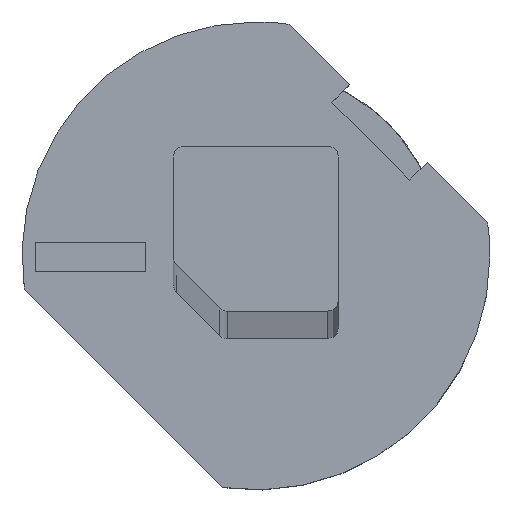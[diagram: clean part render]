
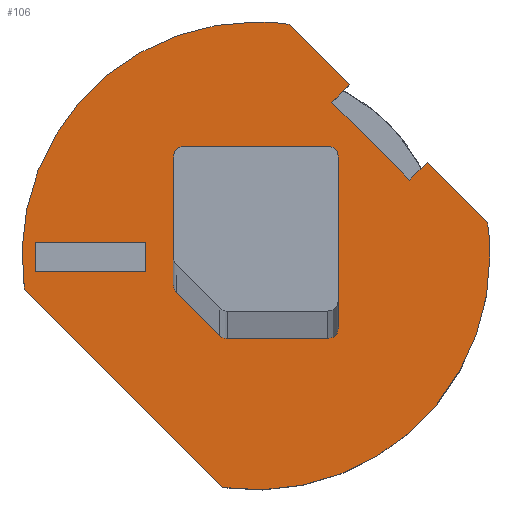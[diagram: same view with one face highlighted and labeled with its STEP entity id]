
A CAD part, top view. The second image highlights one B-rep face of the part: STEP entity #106.
In plain terms, the highlighted planar face has unit normal (0, 0, 1).
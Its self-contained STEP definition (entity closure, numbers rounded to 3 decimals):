
#106=ADVANCED_FACE('',(#245,#246,#247),#248,.T.);
#245=FACE_OUTER_BOUND('',#418,.T.);
#246=FACE_BOUND('',#419,.T.);
#247=FACE_BOUND('',#420,.T.);
#248=PLANE('',#421);
#418=EDGE_LOOP('',(#660,#661,#662,#663,#664,#665,#666,#667,#668,#669));
#419=EDGE_LOOP('',(#670,#671,#672,#673,#674,#675,#676,#677,#678,#679));
#420=EDGE_LOOP('',(#680,#681,#682,#683));
#421=AXIS2_PLACEMENT_3D('',#684,#685,#686);
#660=ORIENTED_EDGE('',*,*,#1073,.T.);
#661=ORIENTED_EDGE('',*,*,#1074,.T.);
#662=ORIENTED_EDGE('',*,*,#1075,.T.);
#663=ORIENTED_EDGE('',*,*,#1076,.T.);
#664=ORIENTED_EDGE('',*,*,#1027,.T.);
#665=ORIENTED_EDGE('',*,*,#1077,.T.);
#666=ORIENTED_EDGE('',*,*,#1020,.T.);
#667=ORIENTED_EDGE('',*,*,#1078,.T.);
#668=ORIENTED_EDGE('',*,*,#1079,.T.);
#669=ORIENTED_EDGE('',*,*,#1080,.T.);
#670=ORIENTED_EDGE('',*,*,#1081,.F.);
#671=ORIENTED_EDGE('',*,*,#1082,.T.);
#672=ORIENTED_EDGE('',*,*,#1083,.F.);
#673=ORIENTED_EDGE('',*,*,#1084,.T.);
#674=ORIENTED_EDGE('',*,*,#1085,.F.);
#675=ORIENTED_EDGE('',*,*,#1086,.T.);
#676=ORIENTED_EDGE('',*,*,#1087,.F.);
#677=ORIENTED_EDGE('',*,*,#1088,.T.);
#678=ORIENTED_EDGE('',*,*,#1089,.F.);
#679=ORIENTED_EDGE('',*,*,#1090,.T.);
#680=ORIENTED_EDGE('',*,*,#1091,.T.);
#681=ORIENTED_EDGE('',*,*,#1092,.T.);
#682=ORIENTED_EDGE('',*,*,#1093,.T.);
#683=ORIENTED_EDGE('',*,*,#1094,.T.);
#684=CARTESIAN_POINT('',(8.455,8.455,31.));
#685=DIRECTION('',(0.,0.,1.0));
#686=DIRECTION('',(1.0,0.,0.0));
#1020=EDGE_CURVE('',#1208,#1205,#1209,.T.);
#1027=EDGE_CURVE('',#1215,#1219,#1221,.T.);
#1073=EDGE_CURVE('',#1289,#1290,#1291,.T.);
#1074=EDGE_CURVE('',#1290,#1292,#1293,.T.);
#1075=EDGE_CURVE('',#1292,#1294,#1295,.T.);
#1076=EDGE_CURVE('',#1294,#1215,#1296,.T.);
#1077=EDGE_CURVE('',#1219,#1208,#1297,.T.);
#1078=EDGE_CURVE('',#1205,#1298,#1299,.T.);
#1079=EDGE_CURVE('',#1298,#1300,#1301,.T.);
#1080=EDGE_CURVE('',#1300,#1289,#1302,.T.);
#1081=EDGE_CURVE('',#1303,#1304,#1305,.T.);
#1082=EDGE_CURVE('',#1303,#1306,#1307,.T.);
#1083=EDGE_CURVE('',#1308,#1306,#1309,.T.);
#1084=EDGE_CURVE('',#1308,#1310,#1311,.T.);
#1085=EDGE_CURVE('',#1312,#1310,#1313,.T.);
#1086=EDGE_CURVE('',#1312,#1314,#1315,.T.);
#1087=EDGE_CURVE('',#1316,#1314,#1317,.T.);
#1088=EDGE_CURVE('',#1316,#1318,#1319,.T.);
#1089=EDGE_CURVE('',#1320,#1318,#1321,.T.);
#1090=EDGE_CURVE('',#1320,#1304,#1322,.T.);
#1091=EDGE_CURVE('',#1323,#1324,#1325,.T.);
#1092=EDGE_CURVE('',#1324,#1326,#1327,.T.);
#1093=EDGE_CURVE('',#1326,#1328,#1329,.T.);
#1094=EDGE_CURVE('',#1328,#1323,#1330,.T.);
#1205=VERTEX_POINT('',#1478);
#1208=VERTEX_POINT('',#1482);
#1209=CIRCLE('',#1483,8.5);
#1215=VERTEX_POINT('',#1490);
#1219=VERTEX_POINT('',#1495);
#1221=CIRCLE('',#1498,8.5);
#1289=VERTEX_POINT('',#1596);
#1290=VERTEX_POINT('',#1597);
#1291=LINE('',#1598,#1599);
#1292=VERTEX_POINT('',#1600);
#1293=LINE('',#1601,#1602);
#1294=VERTEX_POINT('',#1603);
#1295=LINE('',#1604,#1605);
#1296=CIRCLE('',#1606,8.5);
#1297=LINE('',#1607,#1608);
#1298=VERTEX_POINT('',#1609);
#1299=CIRCLE('',#1610,8.5);
#1300=VERTEX_POINT('',#1611);
#1301=LINE('',#1612,#1613);
#1302=LINE('',#1614,#1615);
#1303=VERTEX_POINT('',#1616);
#1304=VERTEX_POINT('',#1617);
#1305=LINE('',#1618,#1619);
#1306=VERTEX_POINT('',#1620);
#1307=CIRCLE('',#1621,0.4);
#1308=VERTEX_POINT('',#1622);
#1309=LINE('',#1623,#1624);
#1310=VERTEX_POINT('',#1625);
#1311=CIRCLE('',#1626,0.4);
#1312=VERTEX_POINT('',#1627);
#1313=LINE('',#1628,#1629);
#1314=VERTEX_POINT('',#1630);
#1315=CIRCLE('',#1631,0.4);
#1316=VERTEX_POINT('',#1632);
#1317=LINE('',#1633,#1634);
#1318=VERTEX_POINT('',#1635);
#1319=CIRCLE('',#1636,0.4);
#1320=VERTEX_POINT('',#1637);
#1321=LINE('',#1638,#1639);
#1322=CIRCLE('',#1640,0.4);
#1323=VERTEX_POINT('',#1641);
#1324=VERTEX_POINT('',#1642);
#1325=LINE('',#1643,#1644);
#1326=VERTEX_POINT('',#1645);
#1327=LINE('',#1646,#1647);
#1328=VERTEX_POINT('',#1648);
#1329=LINE('',#1649,#1650);
#1330=LINE('',#1651,#1652);
#1478=CARTESIAN_POINT('',(16.955,8.455,31.));
#1482=CARTESIAN_POINT('',(7.253,0.041,31.));
#1483=AXIS2_PLACEMENT_3D('',#1846,#1847,#1848);
#1490=CARTESIAN_POINT('',(8.455,16.955,31.));
#1495=CARTESIAN_POINT('',(0.041,7.253,31.));
#1498=AXIS2_PLACEMENT_3D('',#1858,#1859,#1860);
#1596=CARTESIAN_POINT('',(14.041,11.213,31.));
#1597=CARTESIAN_POINT('',(11.213,14.041,31.));
#1598=CARTESIAN_POINT('',(14.041,11.213,31.));
#1599=VECTOR('',#1911,1.0);
#1600=CARTESIAN_POINT('',(11.849,14.678,31.));
#1601=CARTESIAN_POINT('',(11.213,14.041,31.));
#1602=VECTOR('',#1912,1.0);
#1603=CARTESIAN_POINT('',(9.657,16.87,31.));
#1604=CARTESIAN_POINT('',(11.849,14.678,31.));
#1605=VECTOR('',#1913,1.0);
#1606=AXIS2_PLACEMENT_3D('',#1914,#1915,#1916);
#1607=CARTESIAN_POINT('',(0.041,7.253,31.));
#1608=VECTOR('',#1917,1.0);
#1609=CARTESIAN_POINT('',(16.87,9.657,31.));
#1610=AXIS2_PLACEMENT_3D('',#1918,#1919,#1920);
#1611=CARTESIAN_POINT('',(14.678,11.849,31.));
#1612=CARTESIAN_POINT('',(16.87,9.657,31.));
#1613=VECTOR('',#1921,1.0);
#1614=CARTESIAN_POINT('',(14.678,11.849,31.));
#1615=VECTOR('',#1922,1.0);
#1616=CARTESIAN_POINT('',(11.455,5.855,31.));
#1617=CARTESIAN_POINT('',(11.455,11.055,31.));
#1618=CARTESIAN_POINT('',(11.455,5.455,31.));
#1619=VECTOR('',#1923,1.0);
#1620=CARTESIAN_POINT('',(11.055,5.455,31.));
#1621=AXIS2_PLACEMENT_3D('',#1924,#1925,#1926);
#1622=CARTESIAN_POINT('',(7.421,5.455,31.));
#1623=CARTESIAN_POINT('',(11.455,5.455,31.));
#1624=VECTOR('',#1927,1.0);
#1625=CARTESIAN_POINT('',(7.138,5.572,31.));
#1626=AXIS2_PLACEMENT_3D('',#1928,#1929,#1930);
#1627=CARTESIAN_POINT('',(5.572,7.138,31.));
#1628=CARTESIAN_POINT('',(5.455,7.255,31.));
#1629=VECTOR('',#1931,1.0);
#1630=CARTESIAN_POINT('',(5.455,7.421,31.));
#1631=AXIS2_PLACEMENT_3D('',#1932,#1933,#1934);
#1632=CARTESIAN_POINT('',(5.455,11.055,31.));
#1633=CARTESIAN_POINT('',(5.455,5.455,31.));
#1634=VECTOR('',#1935,1.0);
#1635=CARTESIAN_POINT('',(5.855,11.455,31.));
#1636=AXIS2_PLACEMENT_3D('',#1936,#1937,#1938);
#1637=CARTESIAN_POINT('',(11.055,11.455,31.));
#1638=CARTESIAN_POINT('',(11.455,11.455,31.));
#1639=VECTOR('',#1939,1.0);
#1640=AXIS2_PLACEMENT_3D('',#1940,#1941,#1942);
#1641=CARTESIAN_POINT('',(0.455,8.955,31.));
#1642=CARTESIAN_POINT('',(4.455,8.955,31.));
#1643=CARTESIAN_POINT('',(0.455,8.955,31.));
#1644=VECTOR('',#1943,1.0);
#1645=CARTESIAN_POINT('',(4.455,7.885,31.));
#1646=CARTESIAN_POINT('',(4.455,8.955,31.));
#1647=VECTOR('',#1944,1.0);
#1648=CARTESIAN_POINT('',(0.455,7.885,31.));
#1649=CARTESIAN_POINT('',(4.455,7.885,31.));
#1650=VECTOR('',#1945,1.0);
#1651=CARTESIAN_POINT('',(0.455,7.885,31.));
#1652=VECTOR('',#1946,1.0);
#1846=CARTESIAN_POINT('',(8.455,8.455,31.));
#1847=DIRECTION('',(0.,0.,1.0));
#1848=DIRECTION('',(-0.141,-0.99,-0.0));
#1858=CARTESIAN_POINT('',(8.455,8.455,31.));
#1859=DIRECTION('',(0.,0.,1.0));
#1860=DIRECTION('',(0.141,0.99,0.0));
#1911=DIRECTION('',(-0.707,0.707,0.));
#1912=DIRECTION('',(0.707,0.707,0.));
#1913=DIRECTION('',(-0.707,0.707,0.));
#1914=CARTESIAN_POINT('',(8.455,8.455,31.));
#1915=DIRECTION('',(0.,0.,1.0));
#1916=DIRECTION('',(0.141,0.99,0.0));
#1917=DIRECTION('',(0.707,-0.707,0.));
#1918=CARTESIAN_POINT('',(8.455,8.455,31.));
#1919=DIRECTION('',(0.,0.,1.0));
#1920=DIRECTION('',(1.0,0.,0.0));
#1921=DIRECTION('',(-0.707,0.707,0.));
#1922=DIRECTION('',(-0.707,-0.707,0.));
#1923=DIRECTION('',(0.,1.0,0.));
#1924=CARTESIAN_POINT('',(11.055,5.855,31.));
#1925=DIRECTION('',(0.0,0.,-1.0));
#1926=DIRECTION('',(1.0,0.0,0.0));
#1927=DIRECTION('',(1.0,0.,0.));
#1928=CARTESIAN_POINT('',(7.421,5.855,31.));
#1929=DIRECTION('',(0.0,0.,-1.0));
#1930=DIRECTION('',(1.0,0.0,0.0));
#1931=DIRECTION('',(0.707,-0.707,0.));
#1932=CARTESIAN_POINT('',(5.855,7.421,31.));
#1933=DIRECTION('',(0.0,0.,-1.0));
#1934=DIRECTION('',(1.0,0.0,0.0));
#1935=DIRECTION('',(0.,-1.0,0.));
#1936=CARTESIAN_POINT('',(5.855,11.055,31.));
#1937=DIRECTION('',(0.0,0.,-1.0));
#1938=DIRECTION('',(1.0,0.0,0.0));
#1939=DIRECTION('',(-1.0,0.,0.));
#1940=CARTESIAN_POINT('',(11.055,11.055,31.));
#1941=DIRECTION('',(0.0,0.,-1.0));
#1942=DIRECTION('',(1.0,0.0,0.0));
#1943=DIRECTION('',(1.0,0.,0.));
#1944=DIRECTION('',(0.,-1.0,0.));
#1945=DIRECTION('',(-1.0,0.,0.));
#1946=DIRECTION('',(0.,1.0,0.));
